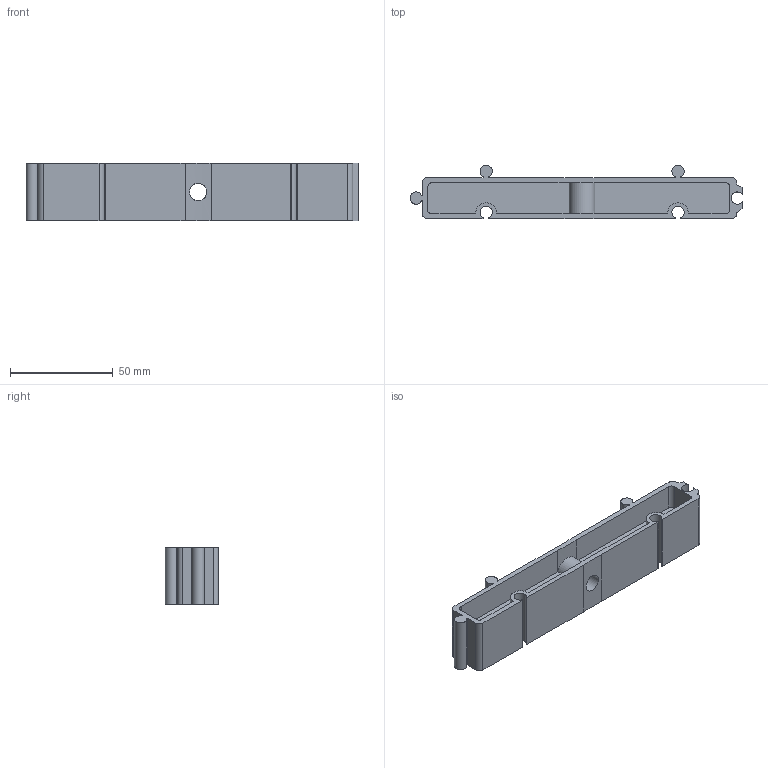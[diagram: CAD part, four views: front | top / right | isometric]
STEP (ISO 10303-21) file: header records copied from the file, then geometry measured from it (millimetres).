
FILE_DESCRIPTION( ( 'STEP AP214' ), ' ' );
FILE_NAME( '5.24.110(110).stp', '2015-08-26T13:05:46', ( '' ), ( '' ), ' ', 'PARTsolutions', ' ' );
FILE_SCHEMA( ( 'AUTOMOTIVE_DESIGN { 1 0 10303 214 1 1 1 1 }' ) );
Length unit declared in the file: millimetre
Products named in the file (1): _5.24.110(110)
Bounding box: 161.96 x 25.96 x 28 mm (x, y, z)
Volume: 32748.3 mm3; surface area: 26948.9 mm2
Topology: 1 solids, 1 shells, 79 faces, 225 edges, 150 vertices
Faces by surface type: cylinder 41, plane 38
Full cylindrical faces by diameter (mm): 8.5 x1
Entity records: 3500 total; most frequent: CARTESIAN_POINT 720, DIRECTION 458, ORIENTED_EDGE 448, EDGE_CURVE 224, AXIS2_PLACEMENT_3D 160, VERTEX_POINT 150, LINE 138, VECTOR 138
